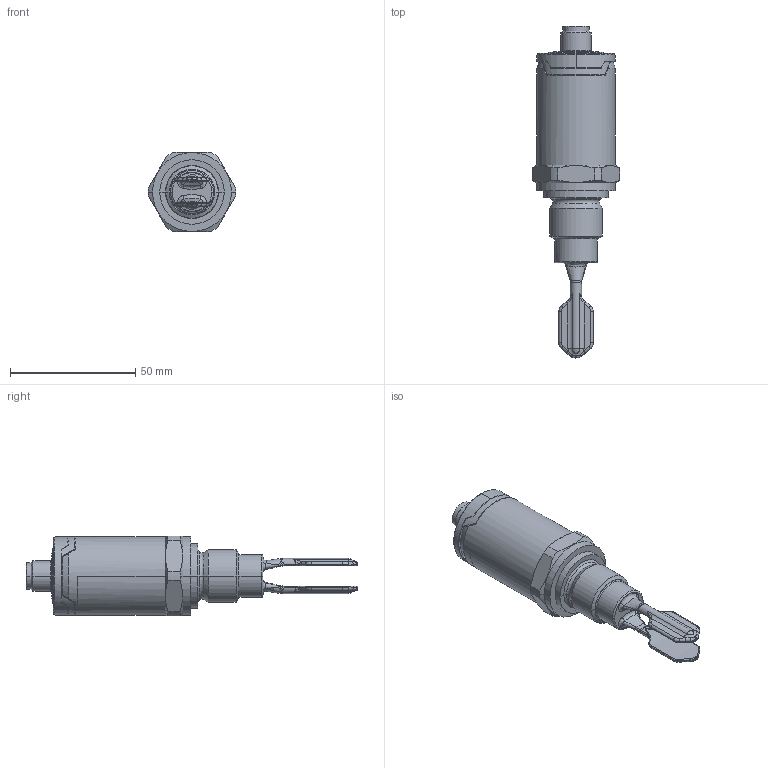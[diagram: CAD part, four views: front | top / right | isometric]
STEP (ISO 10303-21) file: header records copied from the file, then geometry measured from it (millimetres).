
FILE_DESCRIPTION((''),'2;1');
FILE_NAME('DM_CAD-2220_SW0001','2016-01-19T',('Creinig-se'),(''),'PRO/ENGINEER BY PARAMETRIC TECHNOLOGY CORPORATION, 2013050','PRO/ENGINEER BY PARAMETRIC TECHNOLOGY CORPORATION, 2013050','');
FILE_SCHEMA(('CONFIG_CONTROL_DESIGN'));
Length unit declared in the file: millimetre
Products named in the file (1): DM_CAD-2220_SW0001
Bounding box: 34.9 x 132.5 x 31.8 mm (x, y, z)
Volume: 54695.9 mm3; surface area: 13059.9 mm2
Topology: 1 solids, 1 shells, 552 faces, 1444 edges, 906 vertices
Faces by surface type: plane 216, cylinder 115, bspline 112, torus 63, cone 38, sphere 8
Entity records: 26846 total; most frequent: CARTESIAN_POINT 10249, ORIENTED_EDGE 2878, DIRECTION 2306, EDGE_CURVE 1439, VERTEX_POINT 906, AXIS2_PLACEMENT_3D 839, VECTOR 628, LINE 628
